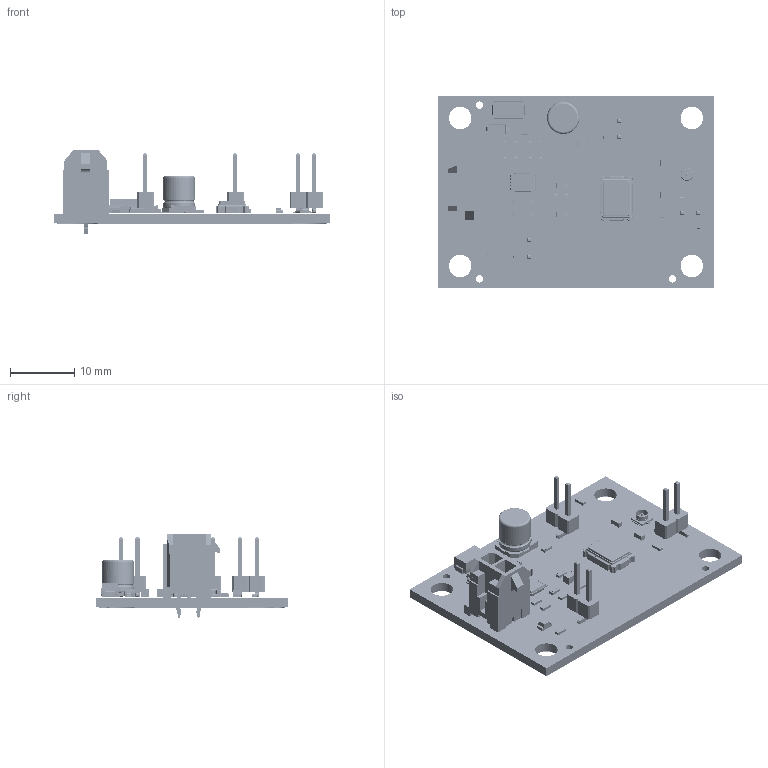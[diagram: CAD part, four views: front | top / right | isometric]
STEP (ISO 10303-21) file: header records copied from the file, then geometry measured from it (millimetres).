
FILE_DESCRIPTION(('KiCad electronic assembly'),'2;1');
FILE_NAME('CCHD_DFP_Mod.step','2025-11-25T16:38:28',('Pcbnew'),('Kicad') ,'Open CASCADE STEP processor 7.8','KiCad to STEP converter','Unknown' );
FILE_SCHEMA(('AUTOMOTIVE_DESIGN { 1 0 10303 214 1 1 1 1 }'));
Length unit declared in the file: millimetre
Products named in the file (22): CCHD_DFP_Mod 1; R_0603_1608Metric; U.FL_Hirose_U.FL-R-SMT-1_Vertical; D_SOD-123; LED_0805_2012Metric; C_0603_1608Metric; Oscillator_SMD_Abracon_ASV-4Pin_7.0x5.1mm; MSOP-10-1EP_3x3mm_P0.5mm_EP1.68x1.88mm; D_SMA; C_0805_2012Metric; C_Elec_5x5.8; L_0805_2012Metric; PinHeader_1x02_P2.54mm_Vertical_SMD_Pin1Right; 0430450212; SOLID; COMPOUND; CCHD_DFP_Mod_copper; CCHD_DFP_Mod_pad; CCHD_DFP_Mod_via; CCHD_DFP_Mod_silkscreen; CCHD_DFP_Mod_soldermask; CCHD_DFP_Mod_PCB
Assembly tree (37 placements, depth 3):
  CCHD_DFP_Mod 1
    R_0603_1608Metric  x10
    U.FL_Hirose_U.FL-R-SMT-1_Vertical
    D_SOD-123
    LED_0805_2012Metric
    C_0603_1608Metric  x2
    Oscillator_SMD_Abracon_ASV-4Pin_7.0x5.1mm
    MSOP-10-1EP_3x3mm_P0.5mm_EP1.68x1.88mm
    D_SMA
    C_0805_2012Metric  x5
    C_Elec_5x5.8
    L_0805_2012Metric
    PinHeader_1x02_P2.54mm_Vertical_SMD_Pin1Right  x3
    0430450212
      SOLID
      COMPOUND
    CCHD_DFP_Mod_copper
    CCHD_DFP_Mod_pad
    CCHD_DFP_Mod_via
    CCHD_DFP_Mod_silkscreen
    CCHD_DFP_Mod_soldermask
    CCHD_DFP_Mod_PCB
Bounding box: 43 x 30 x 13.09 mm (x, y, z)
Volume: 2626.9 mm3; surface area: 11160.6 mm2
Topology: 255 solids, 761 shells, 5368 faces, 32493 edges, 28194 vertices
Faces by surface type: plane 3549, cylinder 1708, bspline 72, torus 18, cone 11, sphere 9, revolution 1
Full cylindrical faces by diameter (mm): 0.02 x1, 0.25 x100, 0.275 x196, 0.3 x98, 0.4 x1, 0.5 x3, 0.6 x23, 0.95 x6, 1 x6, 1.103 x12, 1.152 x3, 1.8 x3, 1.92 x1, 2 x2, 3.5 x4, 5 x2
Entity records: 314861 total; most frequent: CARTESIAN_POINT 64473, DIRECTION 47833, ORIENTED_EDGE 42553, EDGE_CURVE 31220, VERTEX_POINT 27358, LINE 24096, VECTOR 24096, AXIS2_PLACEMENT_3D 11868
